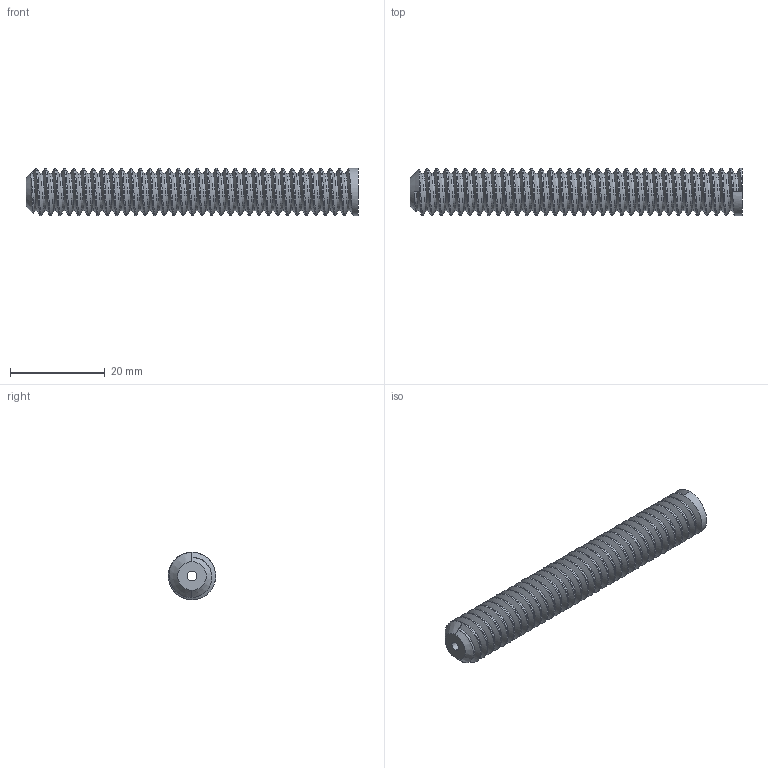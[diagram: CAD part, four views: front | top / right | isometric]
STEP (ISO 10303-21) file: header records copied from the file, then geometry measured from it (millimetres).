
FILE_DESCRIPTION (( 'STEP AP203' ), '1' );
FILE_NAME ('tvm_Default_sldprt.STEP', '2023-11-26T11:59:11', ( '' ), ( '' ), 'SwSTEP 2.0', 'SolidWorks 2019', '' );
FILE_SCHEMA (( 'CONFIG_CONTROL_DESIGN' ));
Length unit declared in the file: millimetre
Products named in the file (1): tvm_Default_sldprt
Bounding box: 70 x 10 x 10 mm (x, y, z)
Volume: 4041.1 mm3; surface area: 3672.2 mm2
Topology: 1 solids, 1 shells, 80 faces, 228 edges, 150 vertices
Faces by surface type: cylinder 71, plane 4, bspline 3, cone 2
Entity records: 9053 total; most frequent: CARTESIAN_POINT 7307, ORIENTED_EDGE 456, DIRECTION 253, EDGE_CURVE 228, VERTEX_POINT 150, AXIS2_PLACEMENT_3D 87, EDGE_LOOP 82, FACE_OUTER_BOUND 80
